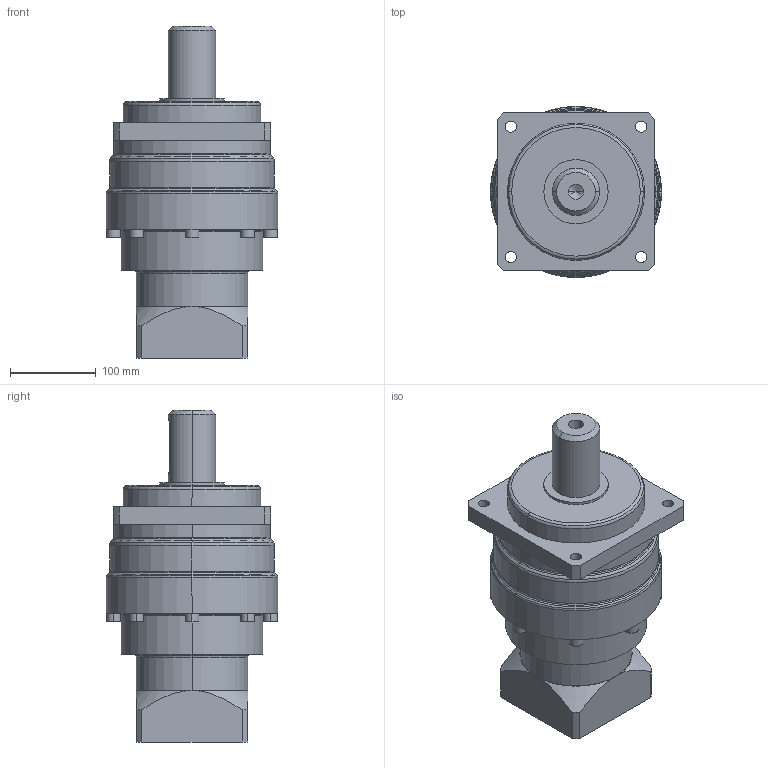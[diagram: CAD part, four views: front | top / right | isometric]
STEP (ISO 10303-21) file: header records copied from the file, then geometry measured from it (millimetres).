
FILE_DESCRIPTION((''),'2;1');
FILE_NAME('VRS180-L3-S2','2022-06-14T15:27:37',('Administrator'),(''),'CREO PARAMETRIC BY PTC INC, 2019010','CREO PARAMETRIC BY PTC INC, 2019010','');
FILE_SCHEMA(('CONFIG_CONTROL_DESIGN'));
Length unit declared in the file: millimetre
Products named in the file (1): VRS180-L3-S2
Bounding box: 200 x 200 x 387 mm (x, y, z)
Surface area: 291481.7 mm2 (no closed solid volume)
Topology: 0 solids, 2 shells, 325 faces, 810 edges, 509 vertices
Faces by surface type: plane 135, cylinder 88, torus 82, cone 20
Entity records: 9995 total; most frequent: CARTESIAN_POINT 2018, DIRECTION 1784, ORIENTED_EDGE 1580, EDGE_CURVE 800, AXIS2_PLACEMENT_3D 707, VERTEX_POINT 509, CIRCLE 382, VECTOR 370
